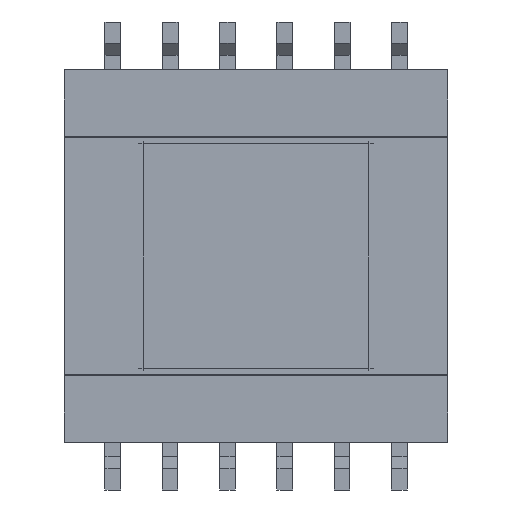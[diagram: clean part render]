
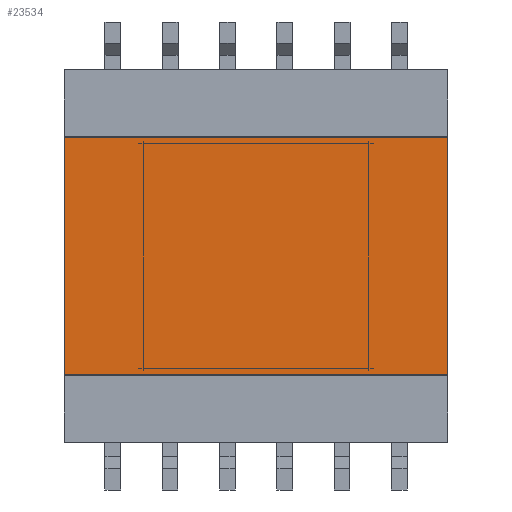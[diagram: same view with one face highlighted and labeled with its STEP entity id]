
A CAD part, front view. The second image highlights one B-rep face of the part: STEP entity #23534.
In plain terms, the highlighted planar face has unit normal (0, -1, 0).
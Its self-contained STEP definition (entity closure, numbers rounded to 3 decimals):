
#153 = DIRECTION ( 'NONE',  ( 0., 1., 0. ) ) ;
#4008 = VERTEX_POINT ( 'NONE', #26754 ) ;
#5394 = VERTEX_POINT ( 'NONE', #11560 ) ;
#6891 = EDGE_LOOP ( 'NONE', ( #17755, #16119, #18382, #19203 ) ) ;
#7938 = AXIS2_PLACEMENT_3D ( 'NONE', #12157, #153, #25028 ) ;
#8086 = DIRECTION ( 'NONE',  ( 1., 0., 0. ) ) ;
#8220 = CARTESIAN_POINT ( 'NONE',  ( -13.385, 1.29, 8.3 ) ) ;
#8279 = FACE_OUTER_BOUND ( 'NONE', #6891, .T. ) ;
#8437 = EDGE_CURVE ( 'NONE', #4008, #5394, #8683, .T. ) ;
#8683 = LINE ( 'NONE', #23273, #24176 ) ;
#8735 = EDGE_CURVE ( 'NONE', #5394, #13358, #17505, .T. ) ;
#8745 = CARTESIAN_POINT ( 'NONE',  ( 13.385, 1.29, 8.3 ) ) ;
#10142 = LINE ( 'NONE', #8220, #14072 ) ;
#10494 = VERTEX_POINT ( 'NONE', #8745 ) ;
#11560 = CARTESIAN_POINT ( 'NONE',  ( -13.385, 1.29, -8.3 ) ) ;
#11935 = LINE ( 'NONE', #26166, #22178 ) ;
#12157 = CARTESIAN_POINT ( 'NONE',  ( -13.385, 1.29, 8.3 ) ) ;
#12836 = EDGE_CURVE ( 'NONE', #10494, #4008, #11935, .T. ) ;
#13358 = VERTEX_POINT ( 'NONE', #20853 ) ;
#14072 = VECTOR ( 'NONE', #8086, 1000. ) ;
#14346 = PLANE ( 'NONE',  #7938 ) ;
#16119 = ORIENTED_EDGE ( 'NONE', *, *, #8437, .F. ) ;
#16324 = EDGE_CURVE ( 'NONE', #13358, #10494, #10142, .T. ) ;
#17505 = LINE ( 'NONE', #17638, #18526 ) ;
#17638 = CARTESIAN_POINT ( 'NONE',  ( -13.385, 1.29, 8.3 ) ) ;
#17755 = ORIENTED_EDGE ( 'NONE', *, *, #8735, .F. ) ;
#18382 = ORIENTED_EDGE ( 'NONE', *, *, #12836, .F. ) ;
#18526 = VECTOR ( 'NONE', #25964, 1000. ) ;
#19203 = ORIENTED_EDGE ( 'NONE', *, *, #16324, .F. ) ;
#20853 = CARTESIAN_POINT ( 'NONE',  ( -13.385, 1.29, 8.3 ) ) ;
#22178 = VECTOR ( 'NONE', #22522, 1000. ) ;
#22522 = DIRECTION ( 'NONE',  ( 0., 0., -1. ) ) ;
#23273 = CARTESIAN_POINT ( 'NONE',  ( -13.385, 1.29, -8.3 ) ) ;
#23534 = ADVANCED_FACE ( 'NONE', ( #8279 ), #14346, .F. ) ;
#24176 = VECTOR ( 'NONE', #26933, 1000. ) ;
#25028 = DIRECTION ( 'NONE',  ( 0., 0., 1. ) ) ;
#25964 = DIRECTION ( 'NONE',  ( 0., 0., 1. ) ) ;
#26166 = CARTESIAN_POINT ( 'NONE',  ( 13.385, 1.29, 8.3 ) ) ;
#26754 = CARTESIAN_POINT ( 'NONE',  ( 13.385, 1.29, -8.3 ) ) ;
#26933 = DIRECTION ( 'NONE',  ( -1., 0., 0. ) ) ;
